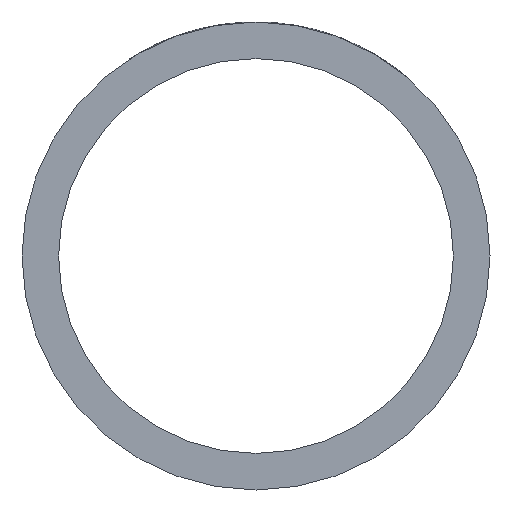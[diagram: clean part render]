
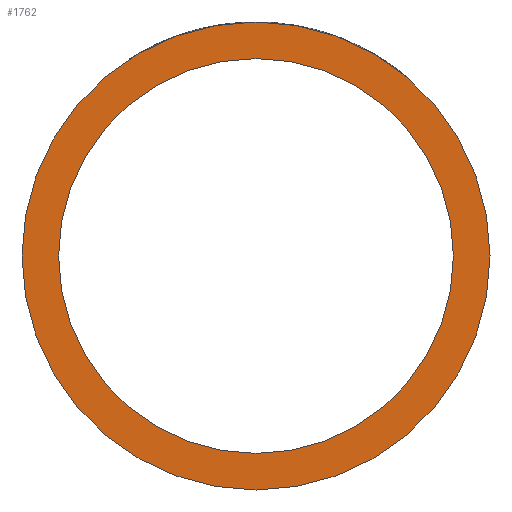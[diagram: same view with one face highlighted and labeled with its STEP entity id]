
A CAD part, front view. The second image highlights one B-rep face of the part: STEP entity #1762.
In plain terms, the highlighted planar face has unit normal (0, -1, 0).
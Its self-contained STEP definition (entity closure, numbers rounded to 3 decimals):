
#1 = DIRECTION ( 'NONE',  ( 0., 0., 1. ) ) ;
#267 = CIRCLE ( 'NONE', #778, 1.35 ) ;
#397 = VERTEX_POINT ( 'NONE', #2557 ) ;
#499 = DIRECTION ( 'NONE',  ( 0., 0., 1. ) ) ;
#514 = CARTESIAN_POINT ( 'NONE',  ( 0., 0., 1.6 ) ) ;
#530 = EDGE_LOOP ( 'NONE', ( #1507, #806 ) ) ;
#534 = VERTEX_POINT ( 'NONE', #514 ) ;
#542 = AXIS2_PLACEMENT_3D ( 'NONE', #1549, #2378, #499 ) ;
#550 = FACE_BOUND ( 'NONE', #530, .T. ) ;
#596 = VERTEX_POINT ( 'NONE', #1681 ) ;
#696 = CARTESIAN_POINT ( 'NONE',  ( 0., 0., 0. ) ) ;
#719 = EDGE_CURVE ( 'Defeature ausgef�hrt1_2+Defeature ausgef�hrt1_1+Defeature ausgef�hrt1_1+Defeature ausgef�hrt1_1', #596, #534, #1973, .T. ) ;
#774 = CIRCLE ( 'NONE', #2441, 1.35 ) ;
#778 = AXIS2_PLACEMENT_3D ( 'NONE', #1330, #1342, #1522 ) ;
#806 = ORIENTED_EDGE ( 'NONE', *, *, #2336, .T. ) ;
#823 = ORIENTED_EDGE ( 'NONE', *, *, #719, .F. ) ;
#854 = ORIENTED_EDGE ( 'NONE', *, *, #2269, .F. ) ;
#989 = EDGE_LOOP ( 'NONE', ( #823, #854 ) ) ;
#1056 = CARTESIAN_POINT ( 'NONE',  ( 0., 0., -1.35 ) ) ;
#1101 = CARTESIAN_POINT ( 'NONE',  ( 0., 0., 0. ) ) ;
#1216 = AXIS2_PLACEMENT_3D ( 'NONE', #1251, #1924, #1 ) ;
#1251 = CARTESIAN_POINT ( 'NONE',  ( 0., 0., 0. ) ) ;
#1330 = CARTESIAN_POINT ( 'NONE',  ( 0., 0., 0. ) ) ;
#1342 = DIRECTION ( 'NONE',  ( 0., 1., 0. ) ) ;
#1495 = DIRECTION ( 'NONE',  ( 0., 1., 0. ) ) ;
#1507 = ORIENTED_EDGE ( 'NONE', *, *, #2092, .T. ) ;
#1522 = DIRECTION ( 'NONE',  ( 0., 0., 1. ) ) ;
#1533 = DIRECTION ( 'NONE',  ( 0., 1., 0. ) ) ;
#1545 = DIRECTION ( 'NONE',  ( 0., 0., 1. ) ) ;
#1549 = CARTESIAN_POINT ( 'NONE',  ( 0., 0., 0. ) ) ;
#1681 = CARTESIAN_POINT ( 'NONE',  ( 0., 0., -1.6 ) ) ;
#1719 = FACE_OUTER_BOUND ( 'NONE', #989, .T. ) ;
#1762 = ADVANCED_FACE ( 'Defeature ausgef�hrt1_1', ( #550, #1719 ), #2482, .F. ) ;
#1924 = DIRECTION ( 'NONE',  ( 0., 1., 0. ) ) ;
#1973 = CIRCLE ( 'NONE', #2650, 1.6 ) ;
#2092 = EDGE_CURVE ( 'Defeature ausgef�hrt1_1+Defeature ausgef�hrt1_3+Defeature ausgef�hrt1_3+Defeature ausgef�hrt1_3', #2561, #397, #774, .T. ) ;
#2109 = DIRECTION ( 'NONE',  ( 0., 0., 1. ) ) ;
#2269 = EDGE_CURVE ( 'Defeature ausgef�hrt1_2+Defeature ausgef�hrt1_1+Defeature ausgef�hrt1_1+Defeature ausgef�hrt1_1', #534, #596, #2545, .T. ) ;
#2336 = EDGE_CURVE ( 'Defeature ausgef�hrt1_1+Defeature ausgef�hrt1_3+Defeature ausgef�hrt1_3+Defeature ausgef�hrt1_3', #397, #2561, #267, .T. ) ;
#2378 = DIRECTION ( 'NONE',  ( 0., 1., 0. ) ) ;
#2441 = AXIS2_PLACEMENT_3D ( 'NONE', #1101, #1495, #2109 ) ;
#2482 = PLANE ( 'NONE',  #1216 ) ;
#2545 = CIRCLE ( 'NONE', #542, 1.6 ) ;
#2557 = CARTESIAN_POINT ( 'NONE',  ( 0., 0., 1.35 ) ) ;
#2561 = VERTEX_POINT ( 'NONE', #1056 ) ;
#2650 = AXIS2_PLACEMENT_3D ( 'NONE', #696, #1533, #1545 ) ;
